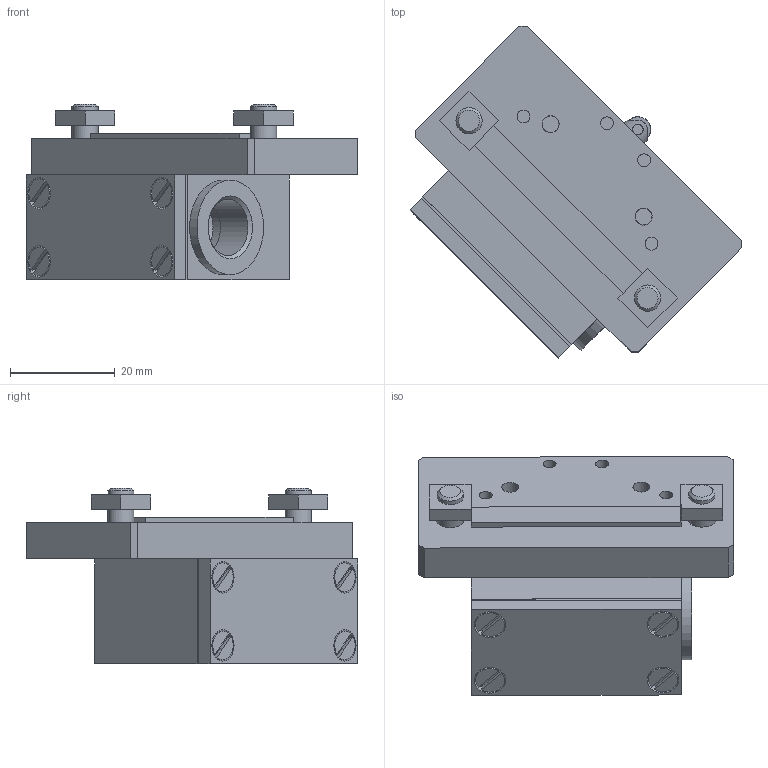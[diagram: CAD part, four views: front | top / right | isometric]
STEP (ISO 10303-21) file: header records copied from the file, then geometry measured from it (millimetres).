
FILE_DESCRIPTION(/* description */ (''),/* implementation_level */ '2;1');
FILE_NAME(/* name */ 'CAD_40687.stp',/* time_stamp */ '2016-05-07T11:41:26+02:00',/* author */ ('Hypex'),/* organization */ ('Hypex'),/* preprocessor_version */ 'ST-DEVELOPER v16.1',/* originating_system */ 'Autodesk Inventor 2016',/* authorisation */ '');
FILE_SCHEMA (('AUTOMOTIVE_DESIGN { 1 0 10303 214 3 1 1 }'));
Length unit declared in the file: millimetre
Products named in the file (1): CAD_40687
Bounding box: 63.31 x 63.27 x 33.5 mm (x, y, z)
Volume: 42056.6 mm3; surface area: 12700.7 mm2
Topology: 1 solids, 3 shells, 210 faces, 484 edges, 320 vertices
Faces by surface type: plane 132, cylinder 51, cone 18, torus 8, bspline 1
Full cylindrical faces by diameter (mm): 2 x4, 2.459 x4, 3.242 x2, 4 x2, 4.3 x2, 5 x4, 5.5 x2, 6 x4, 7 x2, 8 x4, 8.5 x2, 10 x2, 10.79 x1, 10.8 x1, 18 x1
Entity records: 5653 total; most frequent: CARTESIAN_POINT 1094, DIRECTION 888, ORIENTED_EDGE 778, EDGE_CURVE 389, AXIS2_PLACEMENT_3D 340, EDGE_LOOP 311, VERTEX_POINT 288, LINE 208
